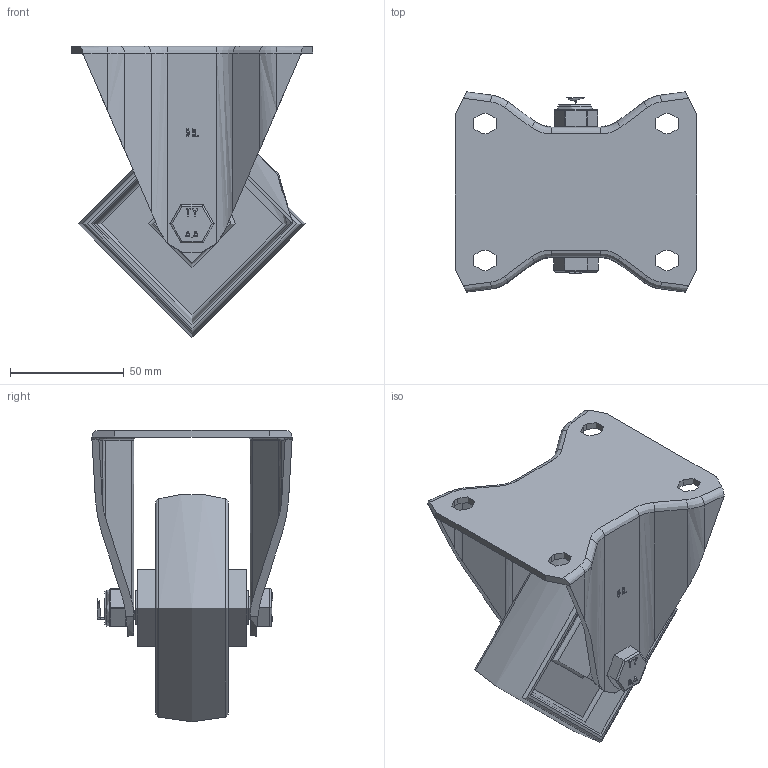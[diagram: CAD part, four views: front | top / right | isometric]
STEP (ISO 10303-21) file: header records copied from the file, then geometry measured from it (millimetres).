
FILE_DESCRIPTION(/* description */ (''),/* implementation_level */ '2;1');
FILE_NAME(/* name */ 'BZEHF100NYB.step',/* time_stamp */ '2025-04-16T10:04:03+01:00',/* author */ (''),/* organization */ (''),/* preprocessor_version */ 'ST-DEVELOPER v20.1',/* originating_system */ 'Autodesk Translation Framework v14.4.0.0',/* authorisation */ '');
FILE_SCHEMA (('AUTOMOTIVE_DESIGN { 1 0 10303 214 3 1 1 }'));
Length unit declared in the file: millimetre
Products named in the file (19): BZEHF100NYB; BZHF100AS v1; ZINC PLATED, PRESSED STEEL BRACKET; BZH100WNYRB61 v1; NYLON WHEEL; NYLON WHEEL2; CAPS; ROLLER BEARING; CAGE; RIBS; Component4; TUBEM15X50 v1; ZINC PLATED AXLE TUBE; HEXBOLTM10X70Z8.8 v2; GRADE 8.8 THREADED ZINC PLATED BOLT; NYLOCM10Z v1; NYLOC NUT; RUBBER; NUT
Assembly tree (25 placements, depth 5):
  BZEHF100NYB
    BZHF100AS v1
      ZINC PLATED, PRESSED STEEL BRACKET
    BZH100WNYRB61 v1
      NYLON WHEEL
        NYLON WHEEL2
        CAPS
      ROLLER BEARING
        CAGE
        RIBS
          Component4  x8
    TUBEM15X50 v1
      ZINC PLATED AXLE TUBE
    HEXBOLTM10X70Z8.8 v2
      GRADE 8.8 THREADED ZINC PLATED BOLT
    NYLOCM10Z v1
      NYLOC NUT
        RUBBER
        NUT
Bounding box: 106 x 88 x 128 mm (x, y, z)
Volume: 199522.2 mm3; surface area: 93935.3 mm2
Topology: 17 solids, 17 shells, 453 faces, 1130 edges, 715 vertices
Faces by surface type: plane 204, cylinder 159, bspline 49, torus 27, sphere 12, cone 2
Full cylindrical faces by diameter (mm): 4 x8, 8.141 x18, 9.85 x19, 10 x3, 10.25 x2, 10.5 x1, 12 x2, 15 x2, 15.2 x2, 16 x2, 22.75 x1, 23 x3, 34 x2
Entity records: 18881 total; most frequent: CARTESIAN_POINT 8037, ORIENTED_EDGE 2218, DIRECTION 2104, EDGE_CURVE 1109, AXIS2_PLACEMENT_3D 755, VERTEX_POINT 701, LINE 594, VECTOR 594
